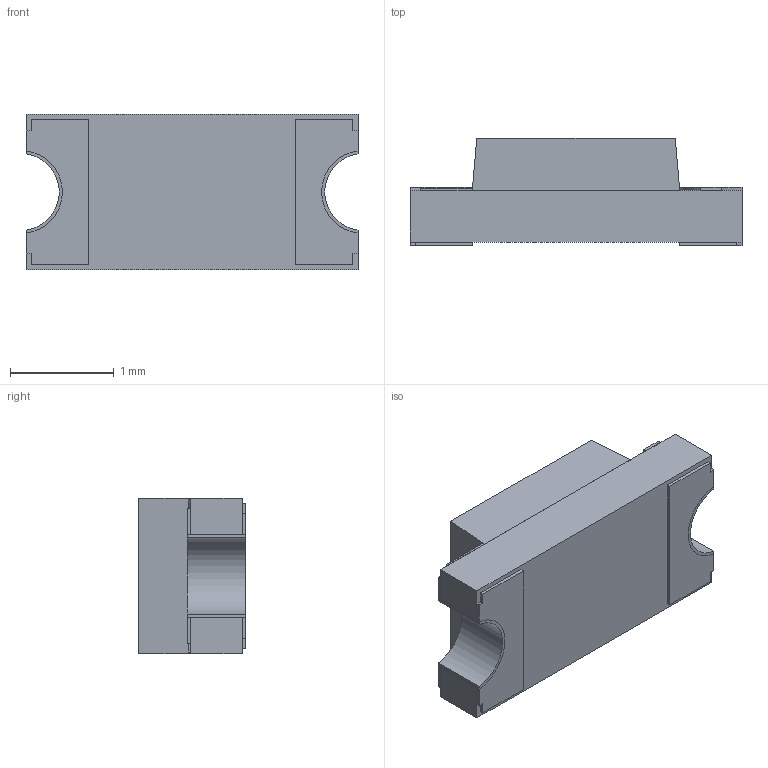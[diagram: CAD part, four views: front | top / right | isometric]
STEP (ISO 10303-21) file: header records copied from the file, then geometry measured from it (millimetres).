
FILE_DESCRIPTION (( 'STEP AP203' ), '1' );
FILE_NAME ('15-21.STEP', '2013-11-18T05:23:55', ( 'Carol' ), ( 'Everlight' ), 'SwSTEP 2.0', 'SolidWorks 2010', '' );
FILE_SCHEMA (( 'CONFIG_CONTROL_DESIGN' ));
Length unit declared in the file: millimetre
Products named in the file (1): 15-21
Bounding box: 3.2 x 1.03 x 1.5 mm (x, y, z)
Volume: 3.8 mm3; surface area: 30.9 mm2
Topology: 10 solids, 10 shells, 94 faces, 222 edges, 148 vertices
Faces by surface type: plane 72, cylinder 22
Entity records: 2749 total; most frequent: CARTESIAN_POINT 465, DIRECTION 456, ORIENTED_EDGE 444, EDGE_CURVE 222, VECTOR 178, LINE 178, VERTEX_POINT 148, AXIS2_PLACEMENT_3D 139
